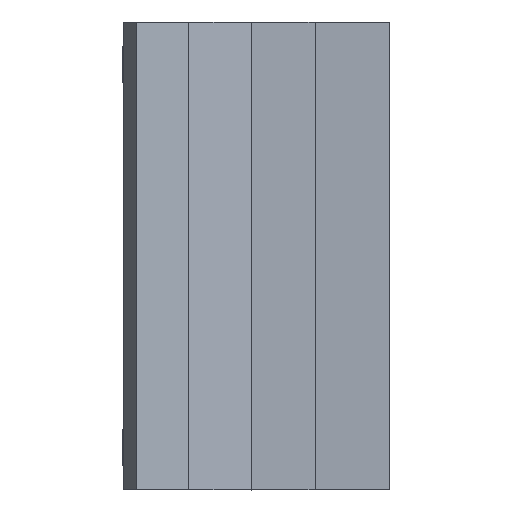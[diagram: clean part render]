
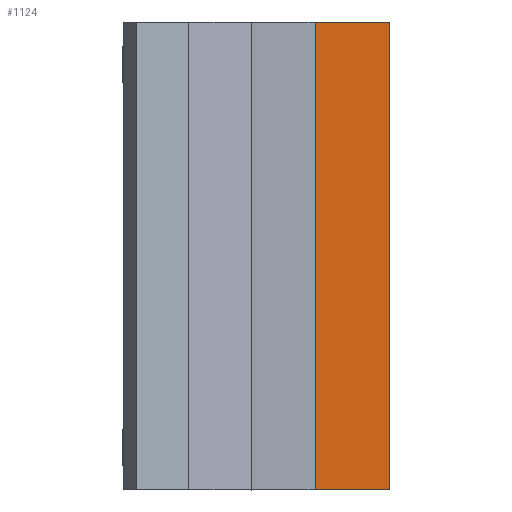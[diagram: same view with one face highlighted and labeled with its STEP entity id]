
A CAD part, top view. The second image highlights one B-rep face of the part: STEP entity #1124.
In plain terms, the highlighted planar face has unit normal (0, 0, 1).
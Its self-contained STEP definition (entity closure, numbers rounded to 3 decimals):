
#26=FACE_OUTER_BOUND('',#95,.T.);
#95=EDGE_LOOP('',(#742,#743,#744,#745));
#163=LINE('',#1582,#321);
#167=LINE('',#1591,#325);
#168=LINE('',#1592,#326);
#169=LINE('',#1593,#327);
#321=VECTOR('',#1284,10.);
#325=VECTOR('',#1290,10.);
#326=VECTOR('',#1291,10.);
#327=VECTOR('',#1292,10.);
#479=VERTEX_POINT('',#1580);
#480=VERTEX_POINT('',#1581);
#483=VERTEX_POINT('',#1589);
#484=VERTEX_POINT('',#1590);
#580=EDGE_CURVE('',#479,#480,#163,.T.);
#584=EDGE_CURVE('',#483,#484,#167,.T.);
#585=EDGE_CURVE('',#484,#479,#168,.T.);
#586=EDGE_CURVE('',#483,#480,#169,.T.);
#742=ORIENTED_EDGE('',*,*,#584,.T.);
#743=ORIENTED_EDGE('',*,*,#585,.T.);
#744=ORIENTED_EDGE('',*,*,#580,.T.);
#745=ORIENTED_EDGE('',*,*,#586,.F.);
#1055=PLANE('',#1212);
#1124=ADVANCED_FACE('',(#26),#1055,.F.);
#1212=AXIS2_PLACEMENT_3D('',#1588,#1288,#1289);
#1284=DIRECTION('',(0.,1.,0.));
#1288=DIRECTION('center_axis',(0.,0.,-1.));
#1289=DIRECTION('ref_axis',(-1.,0.,0.));
#1290=DIRECTION('',(0.,-1.,0.));
#1291=DIRECTION('',(1.,0.,0.));
#1292=DIRECTION('',(1.,0.,0.));
#1580=CARTESIAN_POINT('',(130.,0.,20.));
#1581=CARTESIAN_POINT('',(130.,440.,20.));
#1582=CARTESIAN_POINT('',(130.,440.,20.));
#1588=CARTESIAN_POINT('Origin',(60.,0.,20.));
#1589=CARTESIAN_POINT('',(60.,440.,20.));
#1590=CARTESIAN_POINT('',(60.,0.,20.));
#1591=CARTESIAN_POINT('',(60.,440.,20.));
#1592=CARTESIAN_POINT('',(60.,0.,20.));
#1593=CARTESIAN_POINT('',(60.,440.,20.));
